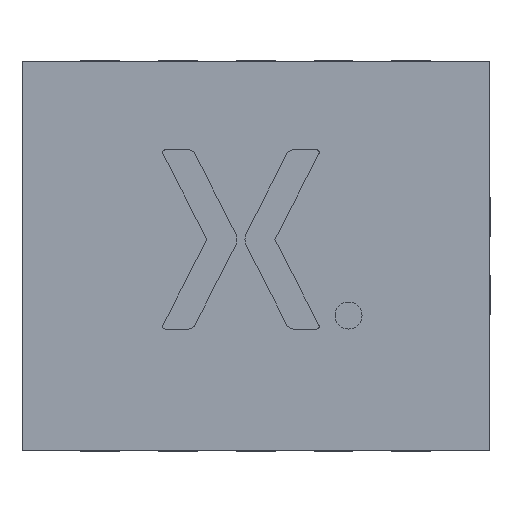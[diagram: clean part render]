
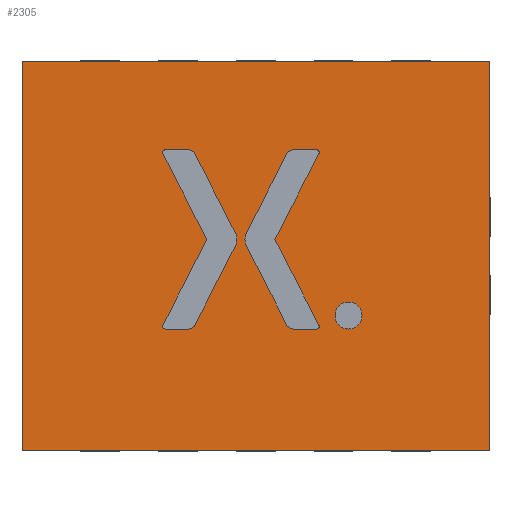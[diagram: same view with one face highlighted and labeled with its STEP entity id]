
A CAD part, front view. The second image highlights one B-rep face of the part: STEP entity #2305.
In plain terms, the highlighted planar face has unit normal (0, -1, 0).
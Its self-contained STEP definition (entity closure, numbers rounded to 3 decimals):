
#101=FACE_BOUND('',#328,.T.);
#102=FACE_BOUND('',#329,.T.);
#103=FACE_BOUND('',#330,.T.);
#105=PLANE('',#2502);
#205=FACE_OUTER_BOUND('',#327,.T.);
#327=EDGE_LOOP('',(#1652,#1653,#1654,#1655));
#328=EDGE_LOOP('',(#1656));
#329=EDGE_LOOP('',(#1657,#1658,#1659,#1660,#1661,#1662,#1663,#1664,#1665,
#1666,#1667));
#330=EDGE_LOOP('',(#1668,#1669,#1670,#1671,#1672,#1673,#1674,#1675,#1676,
#1677,#1678));
#470=LINE('',#3525,#725);
#471=LINE('',#3527,#726);
#472=LINE('',#3529,#727);
#473=LINE('',#3530,#728);
#474=LINE('',#3533,#729);
#475=LINE('',#3536,#730);
#476=LINE('',#3538,#731);
#477=LINE('',#3539,#732);
#478=LINE('',#3541,#733);
#479=LINE('',#3545,#734);
#480=LINE('',#3548,#735);
#481=LINE('',#3550,#736);
#482=LINE('',#3554,#737);
#483=LINE('',#3558,#738);
#484=LINE('',#3560,#739);
#485=LINE('',#3564,#740);
#725=VECTOR('',#2815,1000.);
#726=VECTOR('',#2816,1000.);
#727=VECTOR('',#2817,1000.);
#728=VECTOR('',#2818,1000.);
#729=VECTOR('',#2819,1000.);
#730=VECTOR('',#2822,1000.);
#731=VECTOR('',#2823,1000.);
#732=VECTOR('',#2824,1000.);
#733=VECTOR('',#2825,1000.);
#734=VECTOR('',#2828,1000.);
#735=VECTOR('',#2831,1000.);
#736=VECTOR('',#2832,1000.);
#737=VECTOR('',#2835,1000.);
#738=VECTOR('',#2838,1000.);
#739=VECTOR('',#2839,1000.);
#740=VECTOR('',#2842,1000.);
#945=CIRCLE('',#2449,0.016);
#947=CIRCLE('',#2452,0.016);
#949=CIRCLE('',#2455,0.086);
#951=CIRCLE('',#2458,0.1);
#981=CIRCLE('',#2503,0.045);
#982=CIRCLE('',#2504,0.045);
#983=CIRCLE('',#2505,0.1);
#984=CIRCLE('',#2506,0.045);
#985=CIRCLE('',#2507,0.016);
#986=CIRCLE('',#2508,0.016);
#987=CIRCLE('',#2509,0.045);
#1024=VERTEX_POINT('',#3364);
#1025=VERTEX_POINT('',#3365);
#1028=VERTEX_POINT('',#3373);
#1029=VERTEX_POINT('',#3374);
#1032=VERTEX_POINT('',#3382);
#1034=VERTEX_POINT('',#3388);
#1035=VERTEX_POINT('',#3389);
#1094=VERTEX_POINT('',#3523);
#1095=VERTEX_POINT('',#3524);
#1096=VERTEX_POINT('',#3526);
#1097=VERTEX_POINT('',#3528);
#1098=VERTEX_POINT('',#3531);
#1099=VERTEX_POINT('',#3532);
#1100=VERTEX_POINT('',#3534);
#1101=VERTEX_POINT('',#3537);
#1102=VERTEX_POINT('',#3540);
#1103=VERTEX_POINT('',#3542);
#1104=VERTEX_POINT('',#3544);
#1105=VERTEX_POINT('',#3547);
#1106=VERTEX_POINT('',#3549);
#1107=VERTEX_POINT('',#3551);
#1108=VERTEX_POINT('',#3553);
#1109=VERTEX_POINT('',#3555);
#1110=VERTEX_POINT('',#3557);
#1111=VERTEX_POINT('',#3559);
#1112=VERTEX_POINT('',#3561);
#1113=VERTEX_POINT('',#3563);
#1246=EDGE_CURVE('',#1024,#1025,#945,.T.);
#1250=EDGE_CURVE('',#1028,#1029,#947,.T.);
#1254=EDGE_CURVE('',#1032,#1032,#949,.T.);
#1257=EDGE_CURVE('',#1034,#1035,#951,.T.);
#1317=EDGE_CURVE('',#1094,#1095,#470,.T.);
#1318=EDGE_CURVE('',#1096,#1094,#471,.T.);
#1319=EDGE_CURVE('',#1097,#1096,#472,.T.);
#1320=EDGE_CURVE('',#1095,#1097,#473,.T.);
#1321=EDGE_CURVE('',#1098,#1099,#474,.T.);
#1322=EDGE_CURVE('',#1099,#1100,#981,.T.);
#1323=EDGE_CURVE('',#1100,#1024,#475,.T.);
#1324=EDGE_CURVE('',#1025,#1101,#476,.T.);
#1325=EDGE_CURVE('',#1101,#1028,#477,.T.);
#1326=EDGE_CURVE('',#1029,#1102,#478,.T.);
#1327=EDGE_CURVE('',#1102,#1103,#982,.T.);
#1328=EDGE_CURVE('',#1103,#1104,#479,.T.);
#1329=EDGE_CURVE('',#1104,#1098,#983,.T.);
#1330=EDGE_CURVE('',#1105,#1034,#480,.T.);
#1331=EDGE_CURVE('',#1035,#1106,#481,.T.);
#1332=EDGE_CURVE('',#1106,#1107,#984,.T.);
#1333=EDGE_CURVE('',#1107,#1108,#482,.T.);
#1334=EDGE_CURVE('',#1108,#1109,#985,.T.);
#1335=EDGE_CURVE('',#1109,#1110,#483,.T.);
#1336=EDGE_CURVE('',#1110,#1111,#484,.T.);
#1337=EDGE_CURVE('',#1111,#1112,#986,.T.);
#1338=EDGE_CURVE('',#1112,#1113,#485,.T.);
#1339=EDGE_CURVE('',#1113,#1105,#987,.T.);
#1652=ORIENTED_EDGE('',*,*,#1317,.F.);
#1653=ORIENTED_EDGE('',*,*,#1318,.F.);
#1654=ORIENTED_EDGE('',*,*,#1319,.F.);
#1655=ORIENTED_EDGE('',*,*,#1320,.F.);
#1656=ORIENTED_EDGE('',*,*,#1254,.T.);
#1657=ORIENTED_EDGE('',*,*,#1321,.T.);
#1658=ORIENTED_EDGE('',*,*,#1322,.T.);
#1659=ORIENTED_EDGE('',*,*,#1323,.T.);
#1660=ORIENTED_EDGE('',*,*,#1246,.T.);
#1661=ORIENTED_EDGE('',*,*,#1324,.T.);
#1662=ORIENTED_EDGE('',*,*,#1325,.T.);
#1663=ORIENTED_EDGE('',*,*,#1250,.T.);
#1664=ORIENTED_EDGE('',*,*,#1326,.T.);
#1665=ORIENTED_EDGE('',*,*,#1327,.T.);
#1666=ORIENTED_EDGE('',*,*,#1328,.T.);
#1667=ORIENTED_EDGE('',*,*,#1329,.T.);
#1668=ORIENTED_EDGE('',*,*,#1330,.T.);
#1669=ORIENTED_EDGE('',*,*,#1257,.T.);
#1670=ORIENTED_EDGE('',*,*,#1331,.T.);
#1671=ORIENTED_EDGE('',*,*,#1332,.T.);
#1672=ORIENTED_EDGE('',*,*,#1333,.T.);
#1673=ORIENTED_EDGE('',*,*,#1334,.T.);
#1674=ORIENTED_EDGE('',*,*,#1335,.T.);
#1675=ORIENTED_EDGE('',*,*,#1336,.T.);
#1676=ORIENTED_EDGE('',*,*,#1337,.T.);
#1677=ORIENTED_EDGE('',*,*,#1338,.T.);
#1678=ORIENTED_EDGE('',*,*,#1339,.T.);
#2305=ADVANCED_FACE('',(#205,#101,#102,#103),#105,.T.);
#2449=AXIS2_PLACEMENT_3D('',#3366,#2672,#2673);
#2452=AXIS2_PLACEMENT_3D('',#3375,#2680,#2681);
#2455=AXIS2_PLACEMENT_3D('',#3383,#2688,#2689);
#2458=AXIS2_PLACEMENT_3D('',#3390,#2695,#2696);
#2502=AXIS2_PLACEMENT_3D('',#3522,#2813,#2814);
#2503=AXIS2_PLACEMENT_3D('',#3535,#2820,#2821);
#2504=AXIS2_PLACEMENT_3D('',#3543,#2826,#2827);
#2505=AXIS2_PLACEMENT_3D('',#3546,#2829,#2830);
#2506=AXIS2_PLACEMENT_3D('',#3552,#2833,#2834);
#2507=AXIS2_PLACEMENT_3D('',#3556,#2836,#2837);
#2508=AXIS2_PLACEMENT_3D('',#3562,#2840,#2841);
#2509=AXIS2_PLACEMENT_3D('',#3565,#2843,#2844);
#2672=DIRECTION('center_axis',(0.,1.,0.));
#2673=DIRECTION('ref_axis',(0.,0.,-1.));
#2680=DIRECTION('center_axis',(0.,1.,0.));
#2681=DIRECTION('ref_axis',(0.,0.,-1.));
#2688=DIRECTION('center_axis',(0.,1.,0.));
#2689=DIRECTION('ref_axis',(0.,0.,-1.));
#2695=DIRECTION('center_axis',(0.,1.,0.));
#2696=DIRECTION('ref_axis',(0.,0.,-1.));
#2813=DIRECTION('center_axis',(0.,-1.,0.));
#2814=DIRECTION('ref_axis',(0.,0.,-1.));
#2815=DIRECTION('',(0.,0.,1.));
#2816=DIRECTION('',(-1.,0.,0.));
#2817=DIRECTION('',(0.,0.,-1.));
#2818=DIRECTION('',(1.,0.,0.));
#2819=DIRECTION('',(-0.456,0.,-0.89));
#2820=DIRECTION('center_axis',(0.,1.,0.));
#2821=DIRECTION('ref_axis',(0.,0.,-1.));
#2822=DIRECTION('',(-1.,0.,0.));
#2823=DIRECTION('',(0.456,0.,0.89));
#2824=DIRECTION('',(-0.456,0.,0.89));
#2825=DIRECTION('',(1.,0.,0.));
#2826=DIRECTION('center_axis',(0.,1.,0.));
#2827=DIRECTION('ref_axis',(0.,0.,-1.));
#2828=DIRECTION('',(0.456,0.,-0.89));
#2829=DIRECTION('center_axis',(0.,1.,0.));
#2830=DIRECTION('ref_axis',(0.,0.,-1.));
#2831=DIRECTION('',(-0.456,0.,0.89));
#2832=DIRECTION('',(0.456,0.,0.89));
#2833=DIRECTION('center_axis',(0.,1.,0.));
#2834=DIRECTION('ref_axis',(0.,0.,-1.));
#2835=DIRECTION('',(1.,0.,0.));
#2836=DIRECTION('center_axis',(0.,1.,0.));
#2837=DIRECTION('ref_axis',(0.,0.,-1.));
#2838=DIRECTION('',(-0.456,0.,-0.89));
#2839=DIRECTION('',(0.456,0.,-0.89));
#2840=DIRECTION('center_axis',(0.,1.,0.));
#2841=DIRECTION('ref_axis',(0.,0.,-1.));
#2842=DIRECTION('',(-1.,0.,0.));
#2843=DIRECTION('center_axis',(0.,1.,0.));
#2844=DIRECTION('ref_axis',(0.,0.,-1.));
#3364=CARTESIAN_POINT('',(0.917,0.,-1.718));
#3365=CARTESIAN_POINT('',(0.902,0.,-1.695));
#3366=CARTESIAN_POINT('Origin',(0.917,0.,-1.702));
#3373=CARTESIAN_POINT('',(0.902,0.,-0.593));
#3374=CARTESIAN_POINT('',(0.917,0.,-0.569));
#3375=CARTESIAN_POINT('Origin',(0.917,0.,-0.586));
#3382=CARTESIAN_POINT('',(2.18,0.,-1.632));
#3383=CARTESIAN_POINT('Origin',(2.094,0.,-1.632));
#3388=CARTESIAN_POINT('',(1.44,0.,-1.189));
#3389=CARTESIAN_POINT('',(1.44,0.,-1.098));
#3390=CARTESIAN_POINT('Origin',(1.529,0.,-1.144));
#3522=CARTESIAN_POINT('Origin',(0.,0.,0.));
#3523=CARTESIAN_POINT('',(0.,0.,-2.5));
#3524=CARTESIAN_POINT('',(0.,0.,0.));
#3525=CARTESIAN_POINT('',(0.,0.,0.));
#3526=CARTESIAN_POINT('',(3.,0.,-2.5));
#3527=CARTESIAN_POINT('',(0.,0.,-2.5));
#3528=CARTESIAN_POINT('',(3.,0.,0.));
#3529=CARTESIAN_POINT('',(3.,0.,0.));
#3530=CARTESIAN_POINT('',(0.,0.,0.));
#3531=CARTESIAN_POINT('',(1.366,0.,-1.189));
#3532=CARTESIAN_POINT('',(1.107,0.,-1.694));
#3533=CARTESIAN_POINT('',(1.564,0.,-0.802));
#3534=CARTESIAN_POINT('',(1.067,0.,-1.718));
#3535=CARTESIAN_POINT('Origin',(1.067,0.,-1.673));
#3536=CARTESIAN_POINT('',(0.,0.,-1.718));
#3537=CARTESIAN_POINT('',(1.185,0.,-1.144));
#3538=CARTESIAN_POINT('',(1.403,0.,-0.719));
#3539=CARTESIAN_POINT('',(0.474,0.,0.243));
#3540=CARTESIAN_POINT('',(1.067,0.,-0.569));
#3541=CARTESIAN_POINT('',(0.,0.,-0.569));
#3542=CARTESIAN_POINT('',(1.107,0.,-0.594));
#3543=CARTESIAN_POINT('Origin',(1.067,0.,-0.615));
#3544=CARTESIAN_POINT('',(1.366,0.,-1.098));
#3545=CARTESIAN_POINT('',(0.636,0.,0.326));
#3546=CARTESIAN_POINT('Origin',(1.277,0.,-1.144));
#3547=CARTESIAN_POINT('',(1.699,0.,-1.694));
#3548=CARTESIAN_POINT('',(0.657,0.,0.337));
#3549=CARTESIAN_POINT('',(1.699,0.,-0.594));
#3550=CARTESIAN_POINT('',(1.586,0.,-0.813));
#3551=CARTESIAN_POINT('',(1.739,0.,-0.569));
#3552=CARTESIAN_POINT('Origin',(1.739,0.,-0.615));
#3553=CARTESIAN_POINT('',(1.889,0.,-0.569));
#3554=CARTESIAN_POINT('',(0.,0.,-0.569));
#3555=CARTESIAN_POINT('',(1.904,0.,-0.593));
#3556=CARTESIAN_POINT('Origin',(1.889,0.,-0.586));
#3557=CARTESIAN_POINT('',(1.621,0.,-1.144));
#3558=CARTESIAN_POINT('',(1.748,0.,-0.896));
#3559=CARTESIAN_POINT('',(1.904,0.,-1.695));
#3560=CARTESIAN_POINT('',(0.819,0.,0.42));
#3561=CARTESIAN_POINT('',(1.889,0.,-1.718));
#3562=CARTESIAN_POINT('Origin',(1.889,0.,-1.702));
#3563=CARTESIAN_POINT('',(1.739,0.,-1.718));
#3564=CARTESIAN_POINT('',(0.,0.,-1.718));
#3565=CARTESIAN_POINT('Origin',(1.739,0.,-1.673));
